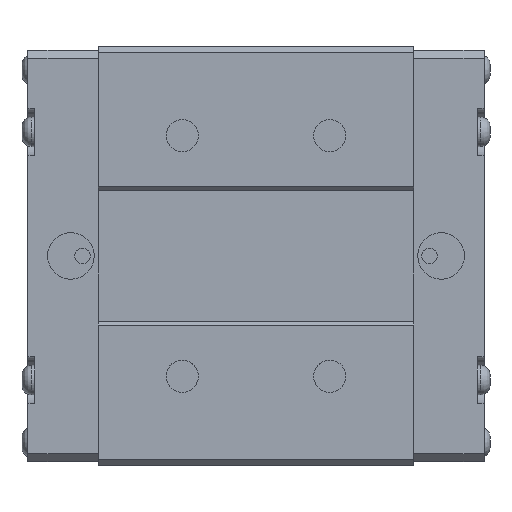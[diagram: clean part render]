
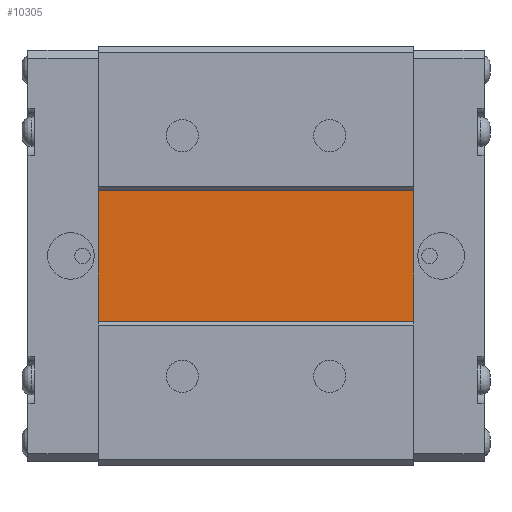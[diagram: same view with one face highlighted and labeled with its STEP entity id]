
A CAD part, top view. The second image highlights one B-rep face of the part: STEP entity #10305.
In plain terms, the highlighted planar face has unit normal (0, 0, 1).
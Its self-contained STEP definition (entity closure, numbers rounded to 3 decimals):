
#738=FACE_OUTER_BOUND('',#1330,.T.);
#1330=EDGE_LOOP('',(#7193,#7194,#7195,#7196));
#2234=LINE('',#15659,#3300);
#2237=LINE('',#15665,#3303);
#2238=LINE('',#15666,#3304);
#2239=LINE('',#15667,#3305);
#3300=VECTOR('',#12441,10.);
#3303=VECTOR('',#12446,10.);
#3304=VECTOR('',#12447,10.);
#3305=VECTOR('',#12448,10.);
#4326=VERTEX_POINT('',#15657);
#4327=VERTEX_POINT('',#15658);
#4328=VERTEX_POINT('',#15663);
#4329=VERTEX_POINT('',#15664);
#5417=EDGE_CURVE('',#4326,#4327,#2234,.T.);
#5420=EDGE_CURVE('',#4328,#4329,#2237,.T.);
#5421=EDGE_CURVE('',#4327,#4329,#2238,.T.);
#5422=EDGE_CURVE('',#4328,#4326,#2239,.T.);
#7193=ORIENTED_EDGE('',*,*,#5420,.T.);
#7194=ORIENTED_EDGE('',*,*,#5421,.F.);
#7195=ORIENTED_EDGE('',*,*,#5417,.F.);
#7196=ORIENTED_EDGE('',*,*,#5422,.F.);
#9254=PLANE('',#10982);
#10305=ADVANCED_FACE('',(#738),#9254,.T.);
#10982=AXIS2_PLACEMENT_3D('',#15662,#12444,#12445);
#12441=DIRECTION('',(-1.,0.,0.));
#12444=DIRECTION('center_axis',(0.,0.,1.));
#12445=DIRECTION('ref_axis',(0.,1.,0.));
#12446=DIRECTION('',(-1.,0.,0.));
#12447=DIRECTION('',(0.,1.,0.));
#12448=DIRECTION('',(0.,-1.,0.));
#15657=CARTESIAN_POINT('',(-22.1,-8.4,20.5));
#15658=CARTESIAN_POINT('',(-62.7,-8.4,20.5));
#15659=CARTESIAN_POINT('',(-42.4,-8.4,20.5));
#15662=CARTESIAN_POINT('Origin',(-42.4,-8.4,20.5));
#15663=CARTESIAN_POINT('',(-22.1,8.4,20.5));
#15664=CARTESIAN_POINT('',(-62.7,8.4,20.5));
#15665=CARTESIAN_POINT('',(-42.4,8.4,20.5));
#15666=CARTESIAN_POINT('',(-62.7,-8.4,20.5));
#15667=CARTESIAN_POINT('',(-22.1,-8.4,20.5));
